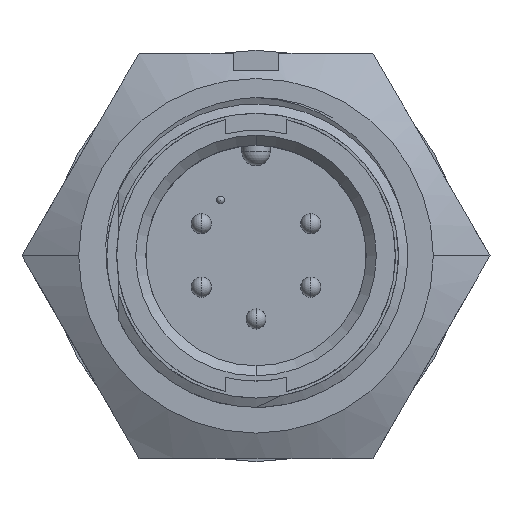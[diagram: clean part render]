
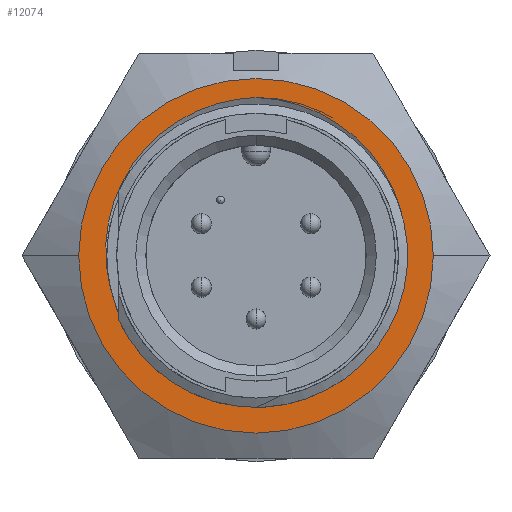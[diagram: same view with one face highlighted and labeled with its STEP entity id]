
A CAD part, top view. The second image highlights one B-rep face of the part: STEP entity #12074.
In plain terms, the highlighted planar face has unit normal (0, 0, 1).
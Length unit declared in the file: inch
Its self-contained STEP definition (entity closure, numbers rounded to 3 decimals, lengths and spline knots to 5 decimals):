
#17 = AXIS2_PLACEMENT_3D ( 'NONE', #10315, #10450, #10283 ) ;
#62 = AXIS2_PLACEMENT_3D ( 'NONE', #11209, #11118, #11189 ) ;
#149 = EDGE_CURVE ( 'NONE', #11700, #13003, #244, .T. ) ;
#152 = EDGE_CURVE ( 'NONE', #11780, #11700, #257, .T. ) ;
#154 = EDGE_CURVE ( 'NONE', #11668, #11722, #12251, .T. ) ;
#193 = EDGE_CURVE ( 'NONE', #11722, #11668, #12257, .T. ) ;
#244 = B_SPLINE_CURVE_WITH_KNOTS ( 'NONE', 3,
 ( #11203, #11148, #11129, #11153, #11146, #11120, #11204, #11156, #11173, #11170, #11193, #11159, #11142, #11188, #11114, #11184, #11143, #11096, #11205, #11122 ),
 .UNSPECIFIED., .F., .F.,
 ( 4, 2, 2, 2, 2, 2, 2, 2, 2, 4 ),
 ( 0., 0.00086, 0.00171, 0.00343, 0.00514, 0.00685, 0.00856, 0.01028, 0.01199, 0.0137 ),
 .UNSPECIFIED. ) ;
#257 = B_SPLINE_CURVE_WITH_KNOTS ( 'NONE', 3,
 ( #11195, #11101, #11123, #11177, #11134, #11152, #11201, #11171, #11132, #11144, #11094, #11133, #11121, #11109, #11196, #11111, #11112, #11179, #11155, #11135 ),
 .UNSPECIFIED., .F., .F.,
 ( 4, 2, 2, 2, 2, 2, 2, 2, 2, 4 ),
 ( 0., 0.00086, 0.00171, 0.00343, 0.00514, 0.00685, 0.00856, 0.01028, 0.01199, 0.0137 ),
 .UNSPECIFIED. ) ;
#4537 = EDGE_LOOP ( 'NONE', ( #15616, #14383, #15195 ) ) ;
#5577 = CARTESIAN_POINT ( 'NONE',  ( 0.28876, -0.05788, -0.321 ) ) ;
#7015 = CARTESIAN_POINT ( 'NONE',  ( -0.23094, -0.4, -0.321 ) ) ;
#7134 = DIRECTION ( 'NONE',  ( -1., 0., 0. ) ) ;
#7179 = PLANE ( 'NONE',  #12644 ) ;
#7629 = DIRECTION ( 'NONE',  ( 0., 0., -1. ) ) ;
#8013 = CARTESIAN_POINT ( 'NONE',  ( 0.35, 0., -0.321 ) ) ;
#8098 = CARTESIAN_POINT ( 'NONE',  ( 0., 0.3125, -0.321 ) ) ;
#8195 = CARTESIAN_POINT ( 'NONE',  ( -0.35, 0., -0.321 ) ) ;
#8986 = CARTESIAN_POINT ( 'NONE',  ( -0.28876, -0.05788, -0.321 ) ) ;
#9334 = CARTESIAN_POINT ( 'NONE',  ( 0., 0., -0.321 ) ) ;
#9847 = DIRECTION ( 'NONE',  ( 1., 0., 0. ) ) ;
#9939 = DIRECTION ( 'NONE',  ( 0., 0., 1. ) ) ;
#10283 = DIRECTION ( 'NONE',  ( -1., 0., 0. ) ) ;
#10315 = CARTESIAN_POINT ( 'NONE',  ( 0., 0., -0.321 ) ) ;
#10450 = DIRECTION ( 'NONE',  ( 0., 0., -1. ) ) ;
#11094 = CARTESIAN_POINT ( 'NONE',  ( -0.24611, 0.178, -0.321 ) ) ;
#11096 = CARTESIAN_POINT ( 'NONE',  ( 0.29654, -0.01383, -0.321 ) ) ;
#11101 = CARTESIAN_POINT ( 'NONE',  ( -0.29136, -0.04691, -0.321 ) ) ;
#11109 = CARTESIAN_POINT ( 'NONE',  ( -0.16811, 0.25734, -0.321 ) ) ;
#11111 = CARTESIAN_POINT ( 'NONE',  ( -0.10971, 0.28953, -0.321 ) ) ;
#11112 = CARTESIAN_POINT ( 'NONE',  ( -0.0885, 0.29751, -0.321 ) ) ;
#11114 = CARTESIAN_POINT ( 'NONE',  ( 0.28463, 0.09675, -0.321 ) ) ;
#11118 = DIRECTION ( 'NONE',  ( 0., 0., -1. ) ) ;
#11120 = CARTESIAN_POINT ( 'NONE',  ( 0.08828, 0.29757, -0.321 ) ) ;
#11121 = CARTESIAN_POINT ( 'NONE',  ( -0.20298, 0.22885, -0.321 ) ) ;
#11122 = CARTESIAN_POINT ( 'NONE',  ( 0.28876, -0.05788, -0.321 ) ) ;
#11123 = CARTESIAN_POINT ( 'NONE',  ( -0.29331, -0.03584, -0.321 ) ) ;
#11129 = CARTESIAN_POINT ( 'NONE',  ( 0.02246, 0.31119, -0.321 ) ) ;
#11132 = CARTESIAN_POINT ( 'NONE',  ( -0.27717, 0.11846, -0.321 ) ) ;
#11133 = CARTESIAN_POINT ( 'NONE',  ( -0.21858, 0.21298, -0.321 ) ) ;
#11134 = CARTESIAN_POINT ( 'NONE',  ( -0.2966, -0.00224, -0.321 ) ) ;
#11135 = CARTESIAN_POINT ( 'NONE',  ( 0., 0.3125, -0.321 ) ) ;
#11142 = CARTESIAN_POINT ( 'NONE',  ( 0.25816, 0.15857, -0.321 ) ) ;
#11143 = CARTESIAN_POINT ( 'NONE',  ( 0.29673, 0.03074, -0.321 ) ) ;
#11144 = CARTESIAN_POINT ( 'NONE',  ( -0.25809, 0.15867, -0.321 ) ) ;
#11146 = CARTESIAN_POINT ( 'NONE',  ( 0.0558, 0.30585, -0.321 ) ) ;
#11148 = CARTESIAN_POINT ( 'NONE',  ( 0.01126, 0.31215, -0.321 ) ) ;
#11152 = CARTESIAN_POINT ( 'NONE',  ( -0.2967, 0.03127, -0.321 ) ) ;
#11153 = CARTESIAN_POINT ( 'NONE',  ( 0.04473, 0.30804, -0.321 ) ) ;
#11155 = CARTESIAN_POINT ( 'NONE',  ( -0.02252, 0.3118, -0.321 ) ) ;
#11156 = CARTESIAN_POINT ( 'NONE',  ( 0.14943, 0.26947, -0.321 ) ) ;
#11159 = CARTESIAN_POINT ( 'NONE',  ( 0.24626, 0.1778, -0.321 ) ) ;
#11170 = CARTESIAN_POINT ( 'NONE',  ( 0.20255, 0.22923, -0.321 ) ) ;
#11171 = CARTESIAN_POINT ( 'NONE',  ( -0.28445, 0.09743, -0.321 ) ) ;
#11173 = CARTESIAN_POINT ( 'NONE',  ( 0.16807, 0.25734, -0.321 ) ) ;
#11177 = CARTESIAN_POINT ( 'NONE',  ( -0.29594, -0.01351, -0.321 ) ) ;
#11179 = CARTESIAN_POINT ( 'NONE',  ( -0.04496, 0.30862, -0.321 ) ) ;
#11184 = CARTESIAN_POINT ( 'NONE',  ( 0.2943, 0.05334, -0.321 ) ) ;
#11188 = CARTESIAN_POINT ( 'NONE',  ( 0.27742, 0.11786, -0.321 ) ) ;
#11189 = DIRECTION ( 'NONE',  ( -1., 0., 0. ) ) ;
#11193 = CARTESIAN_POINT ( 'NONE',  ( 0.21849, 0.2131, -0.321 ) ) ;
#11195 = CARTESIAN_POINT ( 'NONE',  ( -0.28876, -0.05788, -0.321 ) ) ;
#11196 = CARTESIAN_POINT ( 'NONE',  ( -0.14941, 0.26946, -0.321 ) ) ;
#11201 = CARTESIAN_POINT ( 'NONE',  ( -0.2943, 0.05346, -0.321 ) ) ;
#11203 = CARTESIAN_POINT ( 'NONE',  ( 0., 0.3125, -0.321 ) ) ;
#11204 = CARTESIAN_POINT ( 'NONE',  ( 0.1092, 0.28976, -0.321 ) ) ;
#11205 = CARTESIAN_POINT ( 'NONE',  ( 0.29395, -0.03594, -0.321 ) ) ;
#11209 = CARTESIAN_POINT ( 'NONE',  ( 0., 0., -0.321 ) ) ;
#11368 = EDGE_CURVE ( 'NONE', #11780, #13003, #12307, .T. ) ;
#11417 = EDGE_LOOP ( 'NONE', ( #14644, #14339 ) ) ;
#11668 = VERTEX_POINT ( 'NONE', #8195 ) ;
#11700 = VERTEX_POINT ( 'NONE', #8098 ) ;
#11722 = VERTEX_POINT ( 'NONE', #8013 ) ;
#11780 = VERTEX_POINT ( 'NONE', #8986 ) ;
#12074 = ADVANCED_FACE ( 'NONE', ( #12745, #12767 ), #7179, .F. ) ;
#12251 = CIRCLE ( 'NONE', #62, 0.35 ) ;
#12257 = CIRCLE ( 'NONE', #17, 0.35 ) ;
#12307 = CIRCLE ( 'NONE', #12372, 0.2945 ) ;
#12372 = AXIS2_PLACEMENT_3D ( 'NONE', #9334, #9939, #9847 ) ;
#12644 = AXIS2_PLACEMENT_3D ( 'NONE', #7015, #7629, #7134 ) ;
#12745 = FACE_BOUND ( 'NONE', #4537, .T. ) ;
#12767 = FACE_OUTER_BOUND ( 'NONE', #11417, .T. ) ;
#13003 = VERTEX_POINT ( 'NONE', #5577 ) ;
#14339 = ORIENTED_EDGE ( 'NONE', *, *, #193, .F. ) ;
#14383 = ORIENTED_EDGE ( 'NONE', *, *, #149, .T. ) ;
#14644 = ORIENTED_EDGE ( 'NONE', *, *, #154, .F. ) ;
#15195 = ORIENTED_EDGE ( 'NONE', *, *, #11368, .F. ) ;
#15616 = ORIENTED_EDGE ( 'NONE', *, *, #152, .T. ) ;
